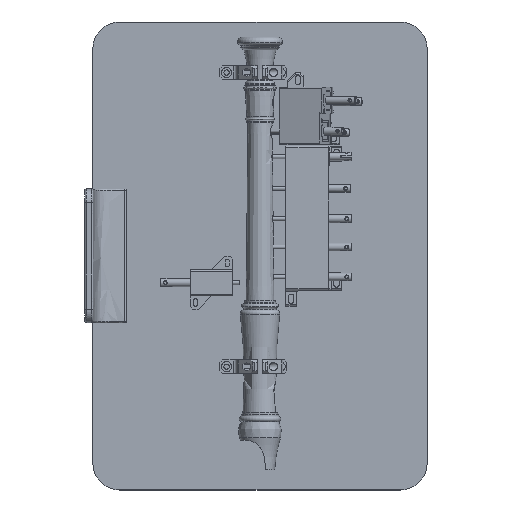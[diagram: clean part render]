
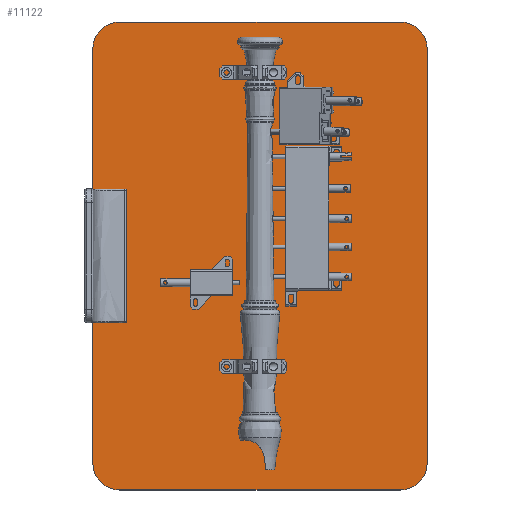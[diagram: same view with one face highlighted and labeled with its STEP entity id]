
A CAD part, top view. The second image highlights one B-rep face of the part: STEP entity #11122.
In plain terms, the highlighted face is planar.
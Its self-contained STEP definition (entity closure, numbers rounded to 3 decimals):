
#609=CIRCLE('',#11928,20.);
#611=CIRCLE('',#11932,20.);
#613=CIRCLE('',#11936,20.);
#615=CIRCLE('',#11940,20.);
#1314=FACE_OUTER_BOUND('',#1974,.T.);
#1974=EDGE_LOOP('',(#7529,#7530,#7531,#7532,#7533,#7534,#7535,#7536));
#2753=LINE('',#16650,#3775);
#2758=LINE('',#16664,#3780);
#2762=LINE('',#16676,#3784);
#2766=LINE('',#16688,#3788);
#3775=VECTOR('',#13163,10.);
#3780=VECTOR('',#13176,10.);
#3784=VECTOR('',#13188,10.);
#3788=VECTOR('',#13200,10.);
#4797=VERTEX_POINT('',#16648);
#4798=VERTEX_POINT('',#16649);
#4801=VERTEX_POINT('',#16657);
#4803=VERTEX_POINT('',#16663);
#4805=VERTEX_POINT('',#16669);
#4807=VERTEX_POINT('',#16675);
#4809=VERTEX_POINT('',#16681);
#4811=VERTEX_POINT('',#16687);
#5855=EDGE_CURVE('',#4797,#4798,#2753,.T.);
#5859=EDGE_CURVE('',#4801,#4798,#609,.T.);
#5862=EDGE_CURVE('',#4801,#4803,#2758,.T.);
#5865=EDGE_CURVE('',#4805,#4803,#611,.T.);
#5868=EDGE_CURVE('',#4805,#4807,#2762,.T.);
#5871=EDGE_CURVE('',#4809,#4807,#613,.T.);
#5874=EDGE_CURVE('',#4809,#4811,#2766,.T.);
#5877=EDGE_CURVE('',#4797,#4811,#615,.T.);
#7529=ORIENTED_EDGE('',*,*,#5877,.F.);
#7530=ORIENTED_EDGE('',*,*,#5855,.T.);
#7531=ORIENTED_EDGE('',*,*,#5859,.F.);
#7532=ORIENTED_EDGE('',*,*,#5862,.T.);
#7533=ORIENTED_EDGE('',*,*,#5865,.F.);
#7534=ORIENTED_EDGE('',*,*,#5868,.T.);
#7535=ORIENTED_EDGE('',*,*,#5871,.F.);
#7536=ORIENTED_EDGE('',*,*,#5874,.T.);
#10762=PLANE('',#11943);
#11122=ADVANCED_FACE('',(#1314),#10762,.F.);
#11928=AXIS2_PLACEMENT_3D('',#16658,#13169,#13170);
#11932=AXIS2_PLACEMENT_3D('',#16670,#13181,#13182);
#11936=AXIS2_PLACEMENT_3D('',#16682,#13193,#13194);
#11940=AXIS2_PLACEMENT_3D('',#16693,#13205,#13206);
#11943=AXIS2_PLACEMENT_3D('',#16696,#13211,#13212);
#13163=DIRECTION('',(-1.,0.,0.));
#13169=DIRECTION('center_axis',(0.,1.,0.));
#13170=DIRECTION('ref_axis',(-1.,0.,0.));
#13176=DIRECTION('',(0.,0.,-1.));
#13181=DIRECTION('center_axis',(0.,1.,0.));
#13182=DIRECTION('ref_axis',(0.,0.,-1.));
#13188=DIRECTION('',(1.,0.,0.));
#13193=DIRECTION('center_axis',(0.,1.,0.));
#13194=DIRECTION('ref_axis',(1.,0.,0.));
#13200=DIRECTION('',(0.,0.,1.));
#13205=DIRECTION('center_axis',(0.,1.,0.));
#13206=DIRECTION('ref_axis',(0.,0.,1.));
#13211=DIRECTION('center_axis',(0.,1.,0.));
#13212=DIRECTION('ref_axis',(1.,0.,0.));
#16648=CARTESIAN_POINT('',(-20.,0.,0.));
#16649=CARTESIAN_POINT('',(-230.,0.,0.));
#16650=CARTESIAN_POINT('',(-20.,0.,0.));
#16657=CARTESIAN_POINT('',(-250.,0.,-20.));
#16658=CARTESIAN_POINT('Origin',(-230.,0.,-20.));
#16663=CARTESIAN_POINT('',(-250.,0.,-330.));
#16664=CARTESIAN_POINT('',(-250.,0.,-20.));
#16669=CARTESIAN_POINT('',(-230.,0.,-350.));
#16670=CARTESIAN_POINT('Origin',(-230.,0.,-330.));
#16675=CARTESIAN_POINT('',(-20.,0.,-350.));
#16676=CARTESIAN_POINT('',(-230.,0.,-350.));
#16681=CARTESIAN_POINT('',(0.,0.,-330.));
#16682=CARTESIAN_POINT('Origin',(-20.,0.,-330.));
#16687=CARTESIAN_POINT('',(0.,0.,-20.));
#16688=CARTESIAN_POINT('',(0.,0.,-330.));
#16693=CARTESIAN_POINT('Origin',(-20.,0.,-20.));
#16696=CARTESIAN_POINT('Origin',(-125.,0.,-175.));
